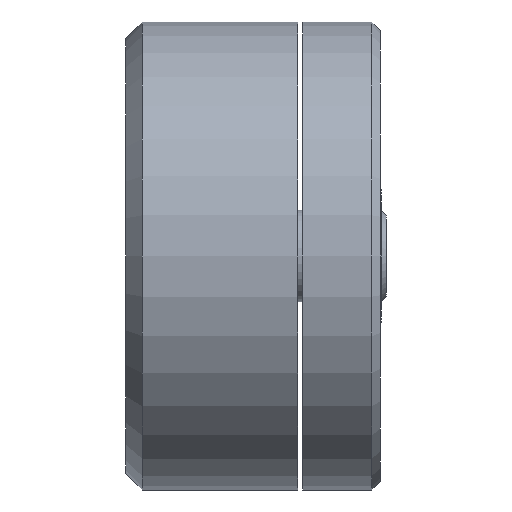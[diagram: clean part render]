
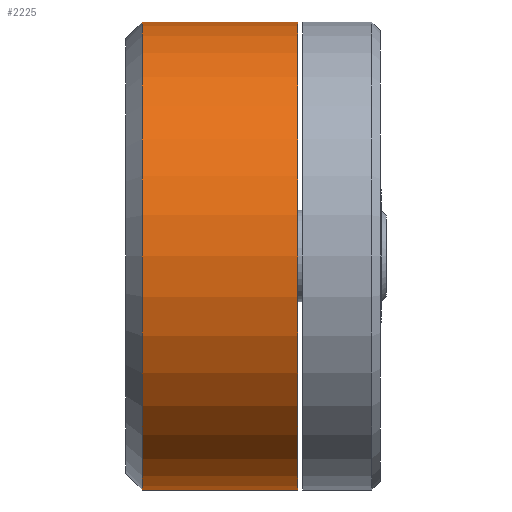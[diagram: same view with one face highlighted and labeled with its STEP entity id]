
A CAD part, left-side view. The second image highlights one B-rep face of the part: STEP entity #2225.
In plain terms, the highlighted cylindrical face has radius 23 mm (diameter 46 mm), a partial arc.
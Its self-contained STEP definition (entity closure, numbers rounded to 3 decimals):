
#99 = CARTESIAN_POINT ( 'NONE',  ( 0., 23.4, 0. ) ) ;
#119 = CARTESIAN_POINT ( 'NONE',  ( 0., 23.4, 23. ) ) ;
#125 = EDGE_CURVE ( 'NONE', #580, #2077, #141, .T. ) ;
#141 = LINE ( 'NONE', #1010, #2299 ) ;
#211 = VECTOR ( 'NONE', #1829, 1000. ) ;
#263 = CARTESIAN_POINT ( 'NONE',  ( 0., 8.1, 0. ) ) ;
#353 = AXIS2_PLACEMENT_3D ( 'NONE', #99, #2383, #2362 ) ;
#386 = EDGE_CURVE ( 'NONE', #2077, #1643, #2584, .T. ) ;
#580 = VERTEX_POINT ( 'NONE', #119 ) ;
#805 = DIRECTION ( 'NONE',  ( 0., -1., 0. ) ) ;
#907 = ORIENTED_EDGE ( 'NONE', *, *, #2719, .T. ) ;
#925 = CARTESIAN_POINT ( 'NONE',  ( 0., 25., 0. ) ) ;
#952 = AXIS2_PLACEMENT_3D ( 'NONE', #925, #2451, #1816 ) ;
#975 = AXIS2_PLACEMENT_3D ( 'NONE', #263, #1788, #2030 ) ;
#1010 = CARTESIAN_POINT ( 'NONE',  ( 0., 25., 23. ) ) ;
#1014 = CYLINDRICAL_SURFACE ( 'NONE', #952, 23. ) ;
#1172 = VERTEX_POINT ( 'NONE', #1911 ) ;
#1450 = CARTESIAN_POINT ( 'NONE',  ( 0., 8.1, -23. ) ) ;
#1517 = CARTESIAN_POINT ( 'NONE',  ( 0., 8.1, 23. ) ) ;
#1643 = VERTEX_POINT ( 'NONE', #1450 ) ;
#1788 = DIRECTION ( 'NONE',  ( 0., -1., 0. ) ) ;
#1816 = DIRECTION ( 'NONE',  ( 0., 0., -1. ) ) ;
#1829 = DIRECTION ( 'NONE',  ( 0., -1., 0. ) ) ;
#1911 = CARTESIAN_POINT ( 'NONE',  ( 0., 23.4, -23. ) ) ;
#2030 = DIRECTION ( 'NONE',  ( 0., 0., -1. ) ) ;
#2077 = VERTEX_POINT ( 'NONE', #1517 ) ;
#2096 = CIRCLE ( 'NONE', #353, 23. ) ;
#2126 = FACE_OUTER_BOUND ( 'NONE', #2250, .T. ) ;
#2225 = ADVANCED_FACE ( 'NONE', ( #2126 ), #1014, .T. ) ;
#2250 = EDGE_LOOP ( 'NONE', ( #2670, #2480, #907, #2563 ) ) ;
#2287 = EDGE_CURVE ( 'NONE', #580, #1172, #2096, .T. ) ;
#2299 = VECTOR ( 'NONE', #805, 1000. ) ;
#2362 = DIRECTION ( 'NONE',  ( 0., 0., 1. ) ) ;
#2383 = DIRECTION ( 'NONE',  ( 0., -1., 0. ) ) ;
#2451 = DIRECTION ( 'NONE',  ( 0., -1., 0. ) ) ;
#2474 = LINE ( 'NONE', #2544, #211 ) ;
#2480 = ORIENTED_EDGE ( 'NONE', *, *, #2287, .T. ) ;
#2544 = CARTESIAN_POINT ( 'NONE',  ( 0., 25., -23. ) ) ;
#2563 = ORIENTED_EDGE ( 'NONE', *, *, #386, .F. ) ;
#2584 = CIRCLE ( 'NONE', #975, 23. ) ;
#2670 = ORIENTED_EDGE ( 'NONE', *, *, #125, .F. ) ;
#2719 = EDGE_CURVE ( 'NONE', #1172, #1643, #2474, .T. ) ;
